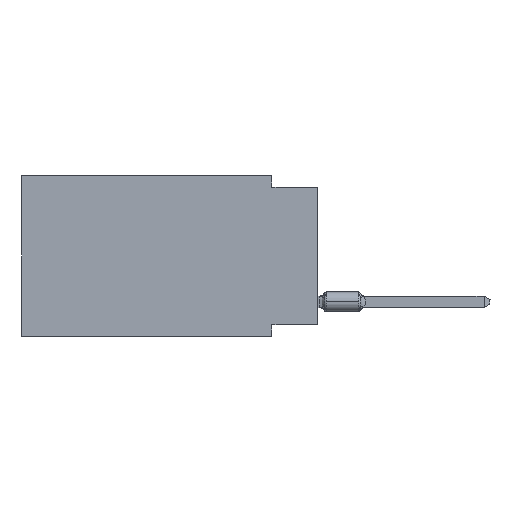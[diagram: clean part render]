
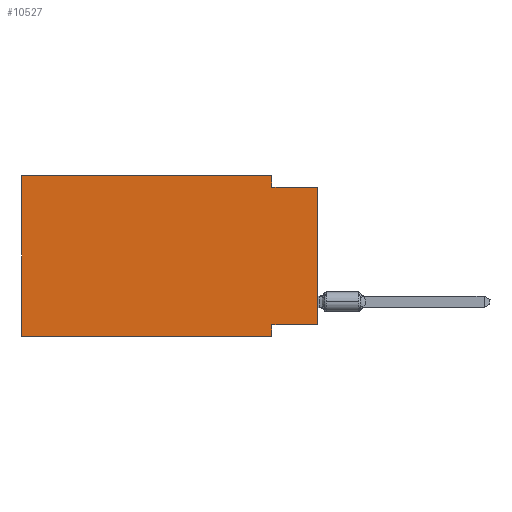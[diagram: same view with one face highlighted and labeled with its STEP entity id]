
A CAD part, left-side view. The second image highlights one B-rep face of the part: STEP entity #10527.
In plain terms, the highlighted planar face has unit normal (-1, 0, 0).
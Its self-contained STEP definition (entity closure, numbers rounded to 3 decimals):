
#1906 = CARTESIAN_POINT ( 'NONE',  ( 0., 0., 0. ) ) ;
#4036 = VECTOR ( 'NONE', #5581, 1000. ) ;
#4692 = CARTESIAN_POINT ( 'NONE',  ( 0., 16.383, -8.89 ) ) ;
#5581 = DIRECTION ( 'NONE',  ( 0., -1., 0. ) ) ;
#7036 = EDGE_CURVE ( 'NONE', #39345, #24238, #30098, .T. ) ;
#7077 = VECTOR ( 'NONE', #18146, 1000. ) ;
#8022 = DIRECTION ( 'NONE',  ( 0., 0., -1. ) ) ;
#8725 = DIRECTION ( 'NONE',  ( 0., -1., 0. ) ) ;
#9545 = EDGE_LOOP ( 'NONE', ( #39764, #27835, #39557, #29942, #17069, #18095, #39480, #32231 ) ) ;
#9573 = VERTEX_POINT ( 'NONE', #21233 ) ;
#10527 = ADVANCED_FACE ( 'NONE', ( #23164 ), #35654, .F. ) ;
#11974 = DIRECTION ( 'NONE',  ( 0., 0., -1. ) ) ;
#15190 = LINE ( 'NONE', #32210, #17065 ) ;
#15698 = DIRECTION ( 'NONE',  ( 0., 0., -1. ) ) ;
#17065 = VECTOR ( 'NONE', #11974, 1000. ) ;
#17069 = ORIENTED_EDGE ( 'NONE', *, *, #49784, .F. ) ;
#17131 = AXIS2_PLACEMENT_3D ( 'NONE', #47656, #47390, #15698 ) ;
#17269 = LINE ( 'NONE', #33755, #45633 ) ;
#17270 = EDGE_CURVE ( 'NONE', #30111, #46815, #30746, .T. ) ;
#18084 = CARTESIAN_POINT ( 'NONE',  ( 0., 2.54, -8.255 ) ) ;
#18095 = ORIENTED_EDGE ( 'NONE', *, *, #7036, .T. ) ;
#18146 = DIRECTION ( 'NONE',  ( 0., 0., 1. ) ) ;
#18170 = DIRECTION ( 'NONE',  ( 0., 0., 1. ) ) ;
#20676 = EDGE_CURVE ( 'NONE', #9573, #33419, #17269, .T. ) ;
#21233 = CARTESIAN_POINT ( 'NONE',  ( 0., 16.383, 0. ) ) ;
#22014 = DIRECTION ( 'NONE',  ( 0., -1., 0. ) ) ;
#22753 = DIRECTION ( 'NONE',  ( 0., 1., 0. ) ) ;
#23164 = FACE_OUTER_BOUND ( 'NONE', #9545, .T. ) ;
#23312 = CARTESIAN_POINT ( 'NONE',  ( 0., 2.54, 0. ) ) ;
#23436 = VECTOR ( 'NONE', #8022, 1000. ) ;
#24238 = VERTEX_POINT ( 'NONE', #41011 ) ;
#27440 = EDGE_CURVE ( 'NONE', #47136, #29865, #38213, .T. ) ;
#27835 = ORIENTED_EDGE ( 'NONE', *, *, #17270, .F. ) ;
#28736 = VECTOR ( 'NONE', #22753, 1000. ) ;
#29865 = VERTEX_POINT ( 'NONE', #18084 ) ;
#29942 = ORIENTED_EDGE ( 'NONE', *, *, #20676, .F. ) ;
#30098 = LINE ( 'NONE', #42080, #4036 ) ;
#30111 = VERTEX_POINT ( 'NONE', #36948 ) ;
#30239 = CARTESIAN_POINT ( 'NONE',  ( 0., 0., -0.635 ) ) ;
#30746 = LINE ( 'NONE', #30239, #30966 ) ;
#30966 = VECTOR ( 'NONE', #22014, 1000. ) ;
#31863 = VECTOR ( 'NONE', #18170, 1000. ) ;
#32210 = CARTESIAN_POINT ( 'NONE',  ( 0., 2.54, -8.89 ) ) ;
#32231 = ORIENTED_EDGE ( 'NONE', *, *, #27440, .F. ) ;
#32416 = EDGE_CURVE ( 'NONE', #29865, #24238, #15190, .T. ) ;
#33419 = VERTEX_POINT ( 'NONE', #23312 ) ;
#33755 = CARTESIAN_POINT ( 'NONE',  ( 0., 16.383, 0. ) ) ;
#33873 = EDGE_CURVE ( 'NONE', #33419, #30111, #50953, .T. ) ;
#34434 = CARTESIAN_POINT ( 'NONE',  ( 0., 2.54, 0. ) ) ;
#34467 = CARTESIAN_POINT ( 'NONE',  ( 0., 0., -8.255 ) ) ;
#34626 = CARTESIAN_POINT ( 'NONE',  ( 0., 16.383, 0. ) ) ;
#35654 = PLANE ( 'NONE',  #17131 ) ;
#36948 = CARTESIAN_POINT ( 'NONE',  ( 0., 2.54, -0.635 ) ) ;
#37853 = LINE ( 'NONE', #34626, #7077 ) ;
#38142 = LINE ( 'NONE', #1906, #31863 ) ;
#38213 = LINE ( 'NONE', #34467, #28736 ) ;
#39345 = VERTEX_POINT ( 'NONE', #4692 ) ;
#39480 = ORIENTED_EDGE ( 'NONE', *, *, #32416, .F. ) ;
#39557 = ORIENTED_EDGE ( 'NONE', *, *, #33873, .F. ) ;
#39764 = ORIENTED_EDGE ( 'NONE', *, *, #45084, .T. ) ;
#41011 = CARTESIAN_POINT ( 'NONE',  ( 0., 2.54, -8.89 ) ) ;
#42080 = CARTESIAN_POINT ( 'NONE',  ( 0., 16.383, -8.89 ) ) ;
#45084 = EDGE_CURVE ( 'NONE', #47136, #46815, #38142, .T. ) ;
#45633 = VECTOR ( 'NONE', #8725, 1000. ) ;
#46815 = VERTEX_POINT ( 'NONE', #52591 ) ;
#47136 = VERTEX_POINT ( 'NONE', #48890 ) ;
#47390 = DIRECTION ( 'NONE',  ( 1., 0., 0. ) ) ;
#47656 = CARTESIAN_POINT ( 'NONE',  ( 0., 16.383, 0. ) ) ;
#48890 = CARTESIAN_POINT ( 'NONE',  ( 0., 0., -8.255 ) ) ;
#49784 = EDGE_CURVE ( 'NONE', #39345, #9573, #37853, .T. ) ;
#50953 = LINE ( 'NONE', #34434, #23436 ) ;
#52591 = CARTESIAN_POINT ( 'NONE',  ( 0., 0., -0.635 ) ) ;
